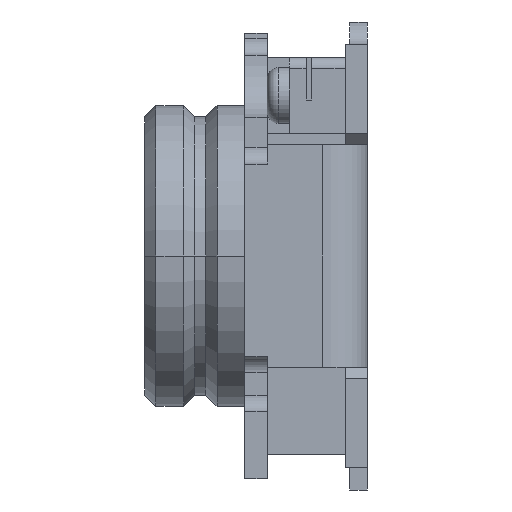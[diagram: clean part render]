
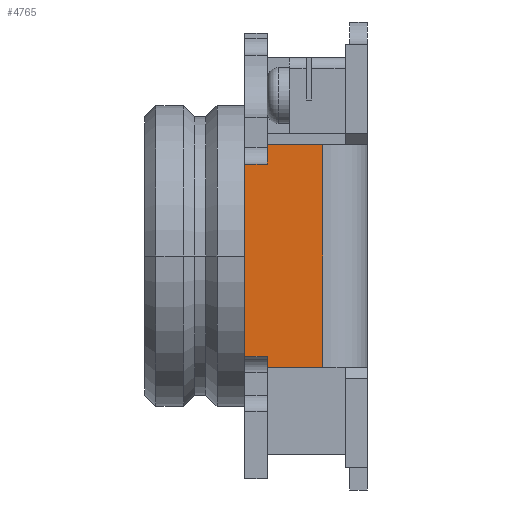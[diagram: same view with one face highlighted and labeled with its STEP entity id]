
A CAD part, left-side view. The second image highlights one B-rep face of the part: STEP entity #4765.
In plain terms, the highlighted planar face has unit normal (-1, 0, 0).
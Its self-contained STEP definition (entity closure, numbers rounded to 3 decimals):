
#141 = VERTEX_POINT ( 'NONE', #1816 ) ;
#207 = ORIENTED_EDGE ( 'NONE', *, *, #1342, .F. ) ;
#238 = CARTESIAN_POINT ( 'NONE',  ( -1., 0.45, -0.45 ) ) ;
#307 = VECTOR ( 'NONE', #1688, 1000. ) ;
#311 = LINE ( 'NONE', #5981, #5442 ) ;
#488 = CARTESIAN_POINT ( 'NONE',  ( -1., 0.45, -0.45 ) ) ;
#496 = CARTESIAN_POINT ( 'NONE',  ( -1., 0.55, -0.45 ) ) ;
#645 = ORIENTED_EDGE ( 'NONE', *, *, #4459, .F. ) ;
#695 = ORIENTED_EDGE ( 'NONE', *, *, #832, .T. ) ;
#755 = EDGE_CURVE ( 'NONE', #5244, #4350, #4109, .T. ) ;
#813 = CARTESIAN_POINT ( 'NONE',  ( -1., 0.45, 0.413 ) ) ;
#832 = EDGE_CURVE ( 'NONE', #5429, #2048, #4402, .T. ) ;
#899 = CARTESIAN_POINT ( 'NONE',  ( -1., 0.2, -1. ) ) ;
#1322 = LINE ( 'NONE', #899, #3475 ) ;
#1342 = EDGE_CURVE ( 'NONE', #1952, #4350, #4026, .T. ) ;
#1385 = LINE ( 'NONE', #2427, #5790 ) ;
#1608 = DIRECTION ( 'NONE',  ( 0., 1., 0. ) ) ;
#1688 = DIRECTION ( 'NONE',  ( 0., 1., 0. ) ) ;
#1723 = AXIS2_PLACEMENT_3D ( 'NONE', #2219, #3588, #4446 ) ;
#1731 = CARTESIAN_POINT ( 'NONE',  ( -1., 0.55, 0.413 ) ) ;
#1816 = CARTESIAN_POINT ( 'NONE',  ( -1., 0.2, 0.5 ) ) ;
#1846 = DIRECTION ( 'NONE',  ( 0., 0., 1. ) ) ;
#1952 = VERTEX_POINT ( 'NONE', #488 ) ;
#1954 = CARTESIAN_POINT ( 'NONE',  ( -1., 0.55, 0. ) ) ;
#1968 = FACE_OUTER_BOUND ( 'NONE', #4132, .T. ) ;
#2023 = EDGE_CURVE ( 'NONE', #5429, #1952, #4749, .T. ) ;
#2048 = VERTEX_POINT ( 'NONE', #2419 ) ;
#2219 = CARTESIAN_POINT ( 'NONE',  ( -1., 0.55, 0. ) ) ;
#2419 = CARTESIAN_POINT ( 'NONE',  ( -1., 0.2, -0.5 ) ) ;
#2427 = CARTESIAN_POINT ( 'NONE',  ( -1., 0.45, 0. ) ) ;
#2725 = VERTEX_POINT ( 'NONE', #813 ) ;
#2818 = VERTEX_POINT ( 'NONE', #4996 ) ;
#3074 = ORIENTED_EDGE ( 'NONE', *, *, #5141, .T. ) ;
#3287 = VECTOR ( 'NONE', #1608, 1000. ) ;
#3302 = ORIENTED_EDGE ( 'NONE', *, *, #5711, .T. ) ;
#3413 = VECTOR ( 'NONE', #5723, 1000. ) ;
#3475 = VECTOR ( 'NONE', #1846, 1000. ) ;
#3588 = DIRECTION ( 'NONE',  ( -1., 0., 0. ) ) ;
#3875 = DIRECTION ( 'NONE',  ( 0., 0., 1. ) ) ;
#3983 = DIRECTION ( 'NONE',  ( 0., -1., 0. ) ) ;
#4023 = CARTESIAN_POINT ( 'NONE',  ( -1., 0.45, -0.5 ) ) ;
#4026 = LINE ( 'NONE', #238, #307 ) ;
#4109 = LINE ( 'NONE', #1954, #5970 ) ;
#4132 = EDGE_LOOP ( 'NONE', ( #207, #4601, #695, #5777, #3074, #645, #3302, #4289 ) ) ;
#4219 = CARTESIAN_POINT ( 'NONE',  ( -1., 0.45, -0.5 ) ) ;
#4253 = DIRECTION ( 'NONE',  ( 0., 0., -1. ) ) ;
#4257 = EDGE_CURVE ( 'NONE', #2048, #141, #1322, .T. ) ;
#4289 = ORIENTED_EDGE ( 'NONE', *, *, #755, .T. ) ;
#4350 = VERTEX_POINT ( 'NONE', #496 ) ;
#4402 = LINE ( 'NONE', #4023, #5683 ) ;
#4446 = DIRECTION ( 'NONE',  ( 0., 0., 1. ) ) ;
#4459 = EDGE_CURVE ( 'NONE', #2725, #2818, #1385, .T. ) ;
#4486 = LINE ( 'NONE', #5331, #3287 ) ;
#4601 = ORIENTED_EDGE ( 'NONE', *, *, #2023, .F. ) ;
#4749 = LINE ( 'NONE', #5180, #3413 ) ;
#4765 = ADVANCED_FACE ( 'NONE', ( #1968 ), #5947, .T. ) ;
#4996 = CARTESIAN_POINT ( 'NONE',  ( -1., 0.45, 0.5 ) ) ;
#5141 = EDGE_CURVE ( 'NONE', #141, #2818, #4486, .T. ) ;
#5180 = CARTESIAN_POINT ( 'NONE',  ( -1., 0.45, 0. ) ) ;
#5244 = VERTEX_POINT ( 'NONE', #1731 ) ;
#5331 = CARTESIAN_POINT ( 'NONE',  ( -1., 0.45, 0.5 ) ) ;
#5429 = VERTEX_POINT ( 'NONE', #4219 ) ;
#5442 = VECTOR ( 'NONE', #5549, 1000. ) ;
#5549 = DIRECTION ( 'NONE',  ( 0., 1., 0. ) ) ;
#5683 = VECTOR ( 'NONE', #3983, 1000. ) ;
#5711 = EDGE_CURVE ( 'NONE', #2725, #5244, #311, .T. ) ;
#5723 = DIRECTION ( 'NONE',  ( 0., 0., 1. ) ) ;
#5777 = ORIENTED_EDGE ( 'NONE', *, *, #4257, .T. ) ;
#5790 = VECTOR ( 'NONE', #3875, 1000. ) ;
#5947 = PLANE ( 'NONE',  #1723 ) ;
#5970 = VECTOR ( 'NONE', #4253, 1000. ) ;
#5981 = CARTESIAN_POINT ( 'NONE',  ( -1., 0.45, 0.413 ) ) ;
